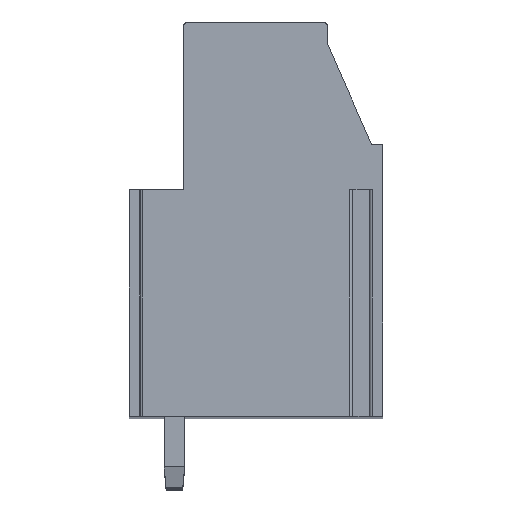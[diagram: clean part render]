
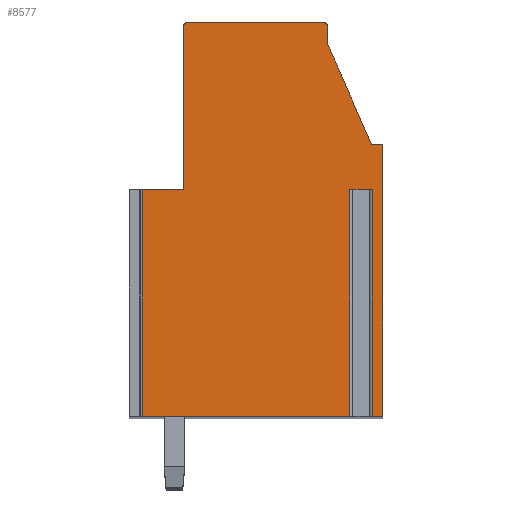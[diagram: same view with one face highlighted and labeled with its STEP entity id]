
A CAD part, top view. The second image highlights one B-rep face of the part: STEP entity #8577.
In plain terms, the highlighted planar face has unit normal (0, 0, 1).
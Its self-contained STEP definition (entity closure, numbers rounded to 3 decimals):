
#123=DIRECTION('',(-1.,0.,0.));
#124=VECTOR('',#123,1.806);
#125=CARTESIAN_POINT('',(-3.2,1.3,2.5));
#126=LINE('',#125,#124);
#1385=DIRECTION('',(1.,0.,0.));
#1386=VECTOR('',#1385,0.989);
#1387=CARTESIAN_POINT('',(4.142,1.3,2.5));
#1388=LINE('',#1387,#1386);
#1389=DIRECTION('',(0.,-1.,0.));
#1390=VECTOR('',#1389,10.);
#1391=CARTESIAN_POINT('',(4.142,1.3,2.5));
#1392=LINE('',#1391,#1390);
#1393=DIRECTION('',(1.,0.,0.));
#1394=VECTOR('',#1393,9.148);
#1395=CARTESIAN_POINT('',(-5.006,-8.7,2.5));
#1396=LINE('',#1395,#1394);
#1397=DIRECTION('',(0.,-1.,0.));
#1398=VECTOR('',#1397,10.);
#1399=CARTESIAN_POINT('',(-5.006,1.3,2.5));
#1400=LINE('',#1399,#1398);
#1401=DIRECTION('',(0.,-1.,0.));
#1402=VECTOR('',#1401,7.2);
#1403=CARTESIAN_POINT('',(-3.2,8.5,2.5));
#1404=LINE('',#1403,#1402);
#1405=CARTESIAN_POINT('',(-3.,8.5,2.5));
#1406=DIRECTION('',(0.,0.,1.));
#1407=DIRECTION('',(0.,1.,0.));
#1408=AXIS2_PLACEMENT_3D('',#1405,#1406,#1407);
#1410=DIRECTION('',(-1.,0.,0.));
#1411=VECTOR('',#1410,5.95);
#1412=CARTESIAN_POINT('',(2.95,8.7,2.5));
#1413=LINE('',#1412,#1411);
#1414=CARTESIAN_POINT('',(2.95,8.5,2.5));
#1415=DIRECTION('',(0.,0.,1.));
#1416=DIRECTION('',(1.,0.,0.));
#1417=AXIS2_PLACEMENT_3D('',#1414,#1415,#1416);
#1419=DIRECTION('',(0.,1.,0.));
#1420=VECTOR('',#1419,0.75);
#1421=CARTESIAN_POINT('',(3.15,7.75,2.5));
#1422=LINE('',#1421,#1420);
#1423=DIRECTION('',(-0.401,0.916,0.));
#1424=VECTOR('',#1423,4.859);
#1425=CARTESIAN_POINT('',(5.1,3.3,2.5));
#1426=LINE('',#1425,#1424);
#1427=DIRECTION('',(-1.,0.,0.));
#1428=VECTOR('',#1427,0.5);
#1429=CARTESIAN_POINT('',(5.6,3.3,2.5));
#1430=LINE('',#1429,#1428);
#1431=DIRECTION('',(0.,1.,0.));
#1432=VECTOR('',#1431,12.);
#1433=CARTESIAN_POINT('',(5.6,-8.7,2.5));
#1434=LINE('',#1433,#1432);
#1435=DIRECTION('',(1.,0.,0.));
#1436=VECTOR('',#1435,0.469);
#1437=CARTESIAN_POINT('',(5.131,-8.7,2.5));
#1438=LINE('',#1437,#1436);
#1439=DIRECTION('',(0.,-1.,0.));
#1440=VECTOR('',#1439,10.);
#1441=CARTESIAN_POINT('',(5.131,1.3,2.5));
#1442=LINE('',#1441,#1440);
#5333=CARTESIAN_POINT('',(5.1,3.3,2.5));
#5334=CARTESIAN_POINT('',(3.15,7.75,2.5));
#5335=VERTEX_POINT('',#5333);
#5336=VERTEX_POINT('',#5334);
#5337=CARTESIAN_POINT('',(3.15,8.5,2.5));
#5338=VERTEX_POINT('',#5337);
#5339=CARTESIAN_POINT('',(2.95,8.7,2.5));
#5340=VERTEX_POINT('',#5339);
#5341=CARTESIAN_POINT('',(-3.,8.7,2.5));
#5342=VERTEX_POINT('',#5341);
#5343=CARTESIAN_POINT('',(-3.2,8.5,2.5));
#5344=VERTEX_POINT('',#5343);
#5345=CARTESIAN_POINT('',(-3.2,1.3,2.5));
#5346=VERTEX_POINT('',#5345);
#5347=CARTESIAN_POINT('',(5.6,-8.7,2.5));
#5348=CARTESIAN_POINT('',(5.6,3.3,2.5));
#5349=VERTEX_POINT('',#5347);
#5350=VERTEX_POINT('',#5348);
#5363=CARTESIAN_POINT('',(4.142,1.3,2.5));
#5364=CARTESIAN_POINT('',(5.131,1.3,2.5));
#5365=VERTEX_POINT('',#5363);
#5366=VERTEX_POINT('',#5364);
#5367=CARTESIAN_POINT('',(-5.006,1.3,2.5));
#5368=CARTESIAN_POINT('',(-5.006,-8.7,2.5));
#5369=VERTEX_POINT('',#5367);
#5370=VERTEX_POINT('',#5368);
#5371=CARTESIAN_POINT('',(5.131,-8.7,2.5));
#5372=VERTEX_POINT('',#5371);
#5373=CARTESIAN_POINT('',(4.142,-8.7,2.5));
#5374=VERTEX_POINT('',#5373);
#8552=CARTESIAN_POINT('',(0.,0.,2.5));
#8553=DIRECTION('',(0.,0.,1.));
#8554=DIRECTION('',(1.,0.,0.));
#8555=AXIS2_PLACEMENT_3D('',#8552,#8553,#8554);
#8556=PLANE('',#8555);
#8558=ORIENTED_EDGE('',*,*,#8557,.F.);
#8560=ORIENTED_EDGE('',*,*,#8559,.T.);
#8561=ORIENTED_EDGE('',*,*,#8236,.F.);
#8562=ORIENTED_EDGE('',*,*,#8544,.F.);
#8563=ORIENTED_EDGE('',*,*,#6955,.F.);
#8564=ORIENTED_EDGE('',*,*,#7138,.F.);
#8565=ORIENTED_EDGE('',*,*,#7922,.F.);
#8566=ORIENTED_EDGE('',*,*,#7936,.F.);
#8567=ORIENTED_EDGE('',*,*,#8022,.F.);
#8568=ORIENTED_EDGE('',*,*,#8036,.F.);
#8569=ORIENTED_EDGE('',*,*,#8050,.F.);
#8570=ORIENTED_EDGE('',*,*,#8064,.F.);
#8571=ORIENTED_EDGE('',*,*,#8078,.F.);
#8572=ORIENTED_EDGE('',*,*,#8252,.F.);
#8574=ORIENTED_EDGE('',*,*,#8573,.F.);
#8575=EDGE_LOOP('',(#8558,#8560,#8561,#8562,#8563,#8564,#8565,#8566,#8567,#8568,
#8569,#8570,#8571,#8572,#8574));
#8576=FACE_OUTER_BOUND('',#8575,.F.);
#1409=CIRCLE('',#1408,0.2);
#1418=CIRCLE('',#1417,0.2);
#6955=EDGE_CURVE('',#5346,#5369,#126,.T.);
#7138=EDGE_CURVE('',#5344,#5346,#1404,.T.);
#7922=EDGE_CURVE('',#5342,#5344,#1409,.T.);
#7936=EDGE_CURVE('',#5340,#5342,#1413,.T.);
#8022=EDGE_CURVE('',#5338,#5340,#1418,.T.);
#8036=EDGE_CURVE('',#5336,#5338,#1422,.T.);
#8050=EDGE_CURVE('',#5335,#5336,#1426,.T.);
#8064=EDGE_CURVE('',#5350,#5335,#1430,.T.);
#8078=EDGE_CURVE('',#5349,#5350,#1434,.T.);
#8236=EDGE_CURVE('',#5370,#5374,#1396,.T.);
#8252=EDGE_CURVE('',#5372,#5349,#1438,.T.);
#8544=EDGE_CURVE('',#5369,#5370,#1400,.T.);
#8557=EDGE_CURVE('',#5365,#5366,#1388,.T.);
#8559=EDGE_CURVE('',#5365,#5374,#1392,.T.);
#8573=EDGE_CURVE('',#5366,#5372,#1442,.T.);
#8577=ADVANCED_FACE('',(#8576),#8556,.T.);
